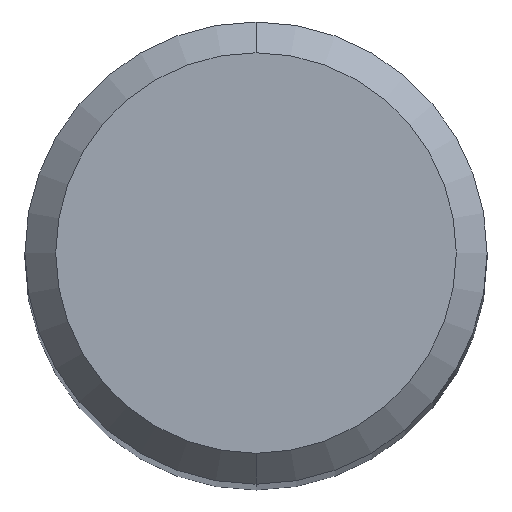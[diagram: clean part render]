
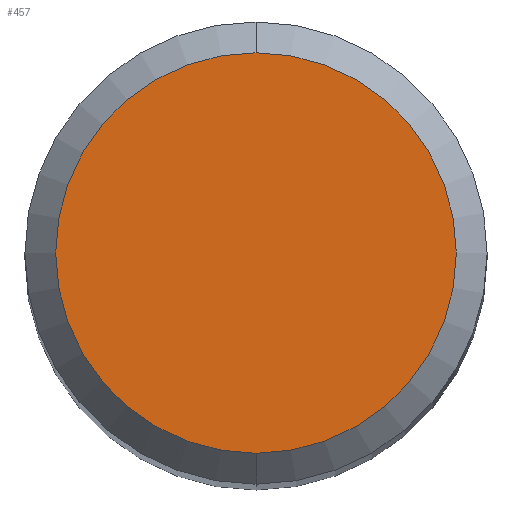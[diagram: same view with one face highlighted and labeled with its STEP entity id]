
A CAD part, top view. The second image highlights one B-rep face of the part: STEP entity #457.
In plain terms, the highlighted planar face has unit normal (0, 0, 1).
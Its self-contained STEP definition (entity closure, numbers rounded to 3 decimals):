
#185=EDGE_CURVE('',#439,#293,#493,.T.);
#293=VERTEX_POINT('',#610);
#399=EDGE_CURVE('',#293,#439,#727,.T.);
#439=VERTEX_POINT('',#772);
#457=ADVANCED_FACE('',(#791),#792,.T.);
#493=CIRCLE('',#824,2.6);
#610=CARTESIAN_POINT('',(0.,-2.6,0.0));
#727=CIRCLE('',#1310,2.6);
#772=CARTESIAN_POINT('',(0.0,2.6,0.0));
#791=FACE_OUTER_BOUND('',#1434,.T.);
#792=PLANE('',#1435);
#824=AXIS2_PLACEMENT_3D('',#1456,#1457,#1458);
#1310=AXIS2_PLACEMENT_3D('',#1715,#1716,#1717);
#1434=EDGE_LOOP('',(#1786,#1787));
#1435=AXIS2_PLACEMENT_3D('',#1788,#1789,#1790);
#1456=CARTESIAN_POINT('',(0.0,0.0,0.0));
#1457=DIRECTION('',(0.0,0.0,-1.0));
#1458=DIRECTION('',(0.0,1.0,0.0));
#1715=CARTESIAN_POINT('',(0.0,0.0,0.0));
#1716=DIRECTION('',(0.0,0.0,-1.0));
#1717=DIRECTION('',(0.0,1.0,0.0));
#1786=ORIENTED_EDGE('',*,*,#185,.F.);
#1787=ORIENTED_EDGE('',*,*,#399,.F.);
#1788=CARTESIAN_POINT('',(0.0,1.3,0.0));
#1789=DIRECTION('',(-0.0,0.0,1.0));
#1790=DIRECTION('',(0.0,-1.0,0.0));
